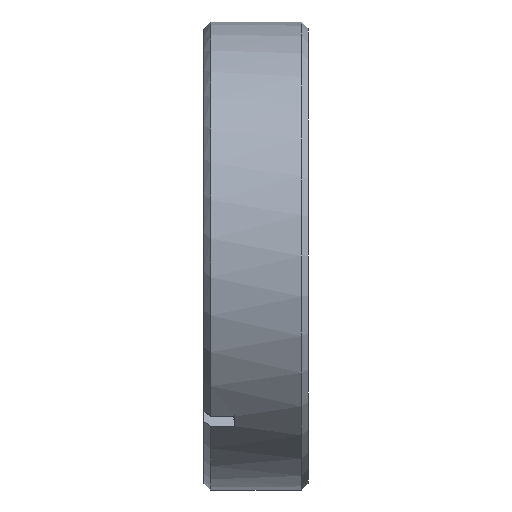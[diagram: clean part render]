
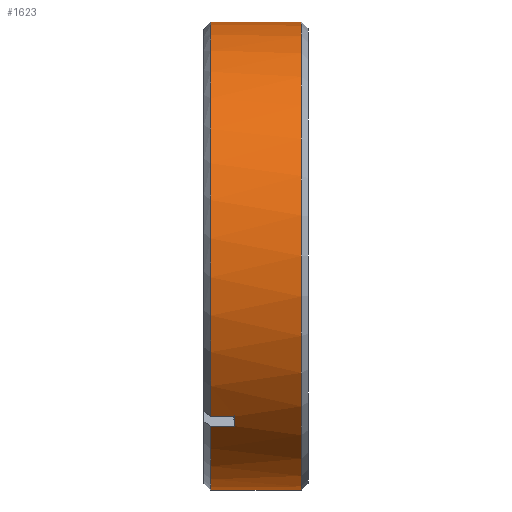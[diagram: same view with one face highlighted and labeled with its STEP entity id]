
A CAD part, front view. The second image highlights one B-rep face of the part: STEP entity #1623.
In plain terms, the highlighted cylindrical face has radius 26.822 mm (diameter 53.645 mm), a partial arc.
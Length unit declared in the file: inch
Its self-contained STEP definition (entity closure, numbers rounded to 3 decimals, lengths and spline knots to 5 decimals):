
#34 = EDGE_CURVE ( 'NONE', #1417, #1335, #562, .T. ) ;
#72 = VERTEX_POINT ( 'NONE', #680 ) ;
#76 = VERTEX_POINT ( 'NONE', #1668 ) ;
#106 = DIRECTION ( 'NONE',  ( 0., 0., -1. ) ) ;
#138 = DIRECTION ( 'NONE',  ( 0., 0., 1. ) ) ;
#152 = CARTESIAN_POINT ( 'NONE',  ( 0., 0., 0. ) ) ;
#168 = CARTESIAN_POINT ( 'NONE',  ( 0.13998, -0.7683, -0.72446 ) ) ;
#186 = ORIENTED_EDGE ( 'NONE', *, *, #241, .T. ) ;
#215 = CARTESIAN_POINT ( 'NONE',  ( 0.03, 0., 0. ) ) ;
#216 = VERTEX_POINT ( 'NONE', #326 ) ;
#233 = CARTESIAN_POINT ( 'NONE',  ( 0., -0.72446, -0.7683 ) ) ;
#240 = DIRECTION ( 'NONE',  ( 1., 0., 0. ) ) ;
#241 = EDGE_CURVE ( 'NONE', #1417, #216, #505, .T. ) ;
#244 = EDGE_LOOP ( 'NONE', ( #1356, #821, #897, #824, #1610, #866, #1048, #186 ) ) ;
#274 = DIRECTION ( 'NONE',  ( 0., 0., 1. ) ) ;
#305 = CARTESIAN_POINT ( 'NONE',  ( 0.13998, -0.72446, -0.7683 ) ) ;
#326 = CARTESIAN_POINT ( 'NONE',  ( 0.03, 0., -1.056 ) ) ;
#365 = DIRECTION ( 'NONE',  ( 1., 0., 0. ) ) ;
#397 = EDGE_CURVE ( 'NONE', #1335, #483, #1498, .T. ) ;
#483 = VERTEX_POINT ( 'NONE', #501 ) ;
#501 = CARTESIAN_POINT ( 'NONE',  ( 0.13998, -0.7683, -0.72446 ) ) ;
#505 = CIRCLE ( 'NONE', #1474, 1.056 ) ;
#553 = DIRECTION ( 'NONE',  ( 0., 0., -1. ) ) ;
#554 = DIRECTION ( 'NONE',  ( 1., 0., 0. ) ) ;
#562 = LINE ( 'NONE', #233, #574 ) ;
#573 = LINE ( 'NONE', #1416, #1723 ) ;
#574 = VECTOR ( 'NONE', #554, 39.37008 ) ;
#606 = AXIS2_PLACEMENT_3D ( 'NONE', #215, #365, #553 ) ;
#669 = CARTESIAN_POINT ( 'NONE',  ( 0.13998, -0.72446, -0.7683 ) ) ;
#680 = CARTESIAN_POINT ( 'NONE',  ( 0.03, -0.7683, -0.72446 ) ) ;
#704 = EDGE_CURVE ( 'NONE', #72, #483, #1686, .T. ) ;
#732 = VERTEX_POINT ( 'NONE', #991 ) ;
#791 = CARTESIAN_POINT ( 'NONE',  ( 0.03, -0.72446, -0.7683 ) ) ;
#795 = VERTEX_POINT ( 'NONE', #1766 ) ;
#816 = CARTESIAN_POINT ( 'NONE',  ( 0.03, 0., 0. ) ) ;
#821 = ORIENTED_EDGE ( 'NONE', *, *, #1476, .T. ) ;
#822 = CARTESIAN_POINT ( 'NONE',  ( 0.44, 0., 0. ) ) ;
#824 = ORIENTED_EDGE ( 'NONE', *, *, #912, .T. ) ;
#866 = ORIENTED_EDGE ( 'NONE', *, *, #397, .F. ) ;
#891 = CARTESIAN_POINT ( 'NONE',  ( 0.14001, -0.73951, -0.75412 ) ) ;
#897 = ORIENTED_EDGE ( 'NONE', *, *, #1444, .T. ) ;
#912 = EDGE_CURVE ( 'NONE', #76, #72, #1544, .T. ) ;
#972 = VECTOR ( 'NONE', #1511, 39.37008 ) ;
#982 = CARTESIAN_POINT ( 'NONE',  ( 0., -0.7683, -0.72446 ) ) ;
#991 = CARTESIAN_POINT ( 'NONE',  ( 0.44, 0., -1.056 ) ) ;
#1002 = AXIS2_PLACEMENT_3D ( 'NONE', #822, #1554, #274 ) ;
#1034 = DIRECTION ( 'NONE',  ( -1., 0., 0. ) ) ;
#1048 = ORIENTED_EDGE ( 'NONE', *, *, #34, .F. ) ;
#1128 = DIRECTION ( 'NONE',  ( 1., 0., 0. ) ) ;
#1271 = AXIS2_PLACEMENT_3D ( 'NONE', #152, #1034, #138 ) ;
#1309 = EDGE_CURVE ( 'NONE', #732, #216, #1810, .T. ) ;
#1335 = VERTEX_POINT ( 'NONE', #669 ) ;
#1356 = ORIENTED_EDGE ( 'NONE', *, *, #1309, .F. ) ;
#1416 = CARTESIAN_POINT ( 'NONE',  ( 0., 0., 1.056 ) ) ;
#1417 = VERTEX_POINT ( 'NONE', #791 ) ;
#1443 = DIRECTION ( 'NONE',  ( -1., 0., 0. ) ) ;
#1444 = EDGE_CURVE ( 'NONE', #795, #76, #573, .T. ) ;
#1451 = FACE_OUTER_BOUND ( 'NONE', #244, .T. ) ;
#1471 = CARTESIAN_POINT ( 'NONE',  ( 0.14001, -0.75412, -0.73951 ) ) ;
#1474 = AXIS2_PLACEMENT_3D ( 'NONE', #816, #240, #106 ) ;
#1476 = EDGE_CURVE ( 'NONE', #732, #795, #1813, .T. ) ;
#1477 = CYLINDRICAL_SURFACE ( 'NONE', #1271, 1.056 ) ;
#1498 = B_SPLINE_CURVE_WITH_KNOTS ( 'NONE', 3,
 ( #305, #891, #1471, #168 ),
 .UNSPECIFIED., .F., .F.,
 ( 4, 4 ),
 ( 0., 0.00157 ),
 .UNSPECIFIED. ) ;
#1511 = DIRECTION ( 'NONE',  ( -1., 0., 0. ) ) ;
#1530 = CARTESIAN_POINT ( 'NONE',  ( 0., 0., -1.056 ) ) ;
#1541 = VECTOR ( 'NONE', #1128, 39.37008 ) ;
#1544 = CIRCLE ( 'NONE', #606, 1.056 ) ;
#1554 = DIRECTION ( 'NONE',  ( -1., 0., 0. ) ) ;
#1610 = ORIENTED_EDGE ( 'NONE', *, *, #704, .T. ) ;
#1623 = ADVANCED_FACE ( 'NONE', ( #1451 ), #1477, .T. ) ;
#1668 = CARTESIAN_POINT ( 'NONE',  ( 0.03, 0., 1.056 ) ) ;
#1686 = LINE ( 'NONE', #982, #1541 ) ;
#1723 = VECTOR ( 'NONE', #1443, 39.37008 ) ;
#1766 = CARTESIAN_POINT ( 'NONE',  ( 0.44, 0., 1.056 ) ) ;
#1810 = LINE ( 'NONE', #1530, #972 ) ;
#1813 = CIRCLE ( 'NONE', #1002, 1.056 ) ;
